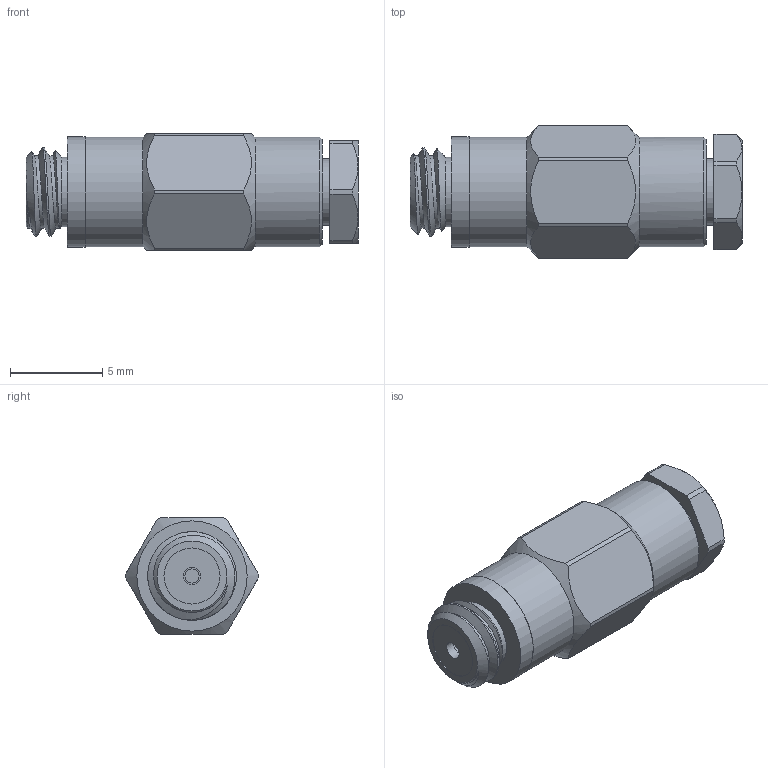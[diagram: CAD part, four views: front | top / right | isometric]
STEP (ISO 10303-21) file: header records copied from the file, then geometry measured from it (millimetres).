
FILE_DESCRIPTION (( 'STEP AP203' ), '1' );
FILE_NAME ('PE44363_3D.step', '2021-09-14T04:07:01', ( '' ), ( '' ), 'SwSTEP 2.0', 'SolidWorks 2021', '' );
FILE_SCHEMA (( 'CONFIG_CONTROL_DESIGN' ));
Length unit declared in the file: inch
Products named in the file (1): PE44363_3D
Bounding box: 18.03 x 7.21 x 6.35 mm (x, y, z)
Volume: 467.3 mm3; surface area: 517.6 mm2
Topology: 1 solids, 1 shells, 64 faces, 148 edges, 95 vertices
Faces by surface type: plane 24, cylinder 23, cone 14, bspline 3
Full cylindrical faces by diameter (mm): 0.77 x1, 0.947 x1, 1.302 x1, 3.048 x2, 3.591 x1, 3.802 x1, 5.957 x2, 5.994 x1
Entity records: 2619 total; most frequent: CARTESIAN_POINT 1249, DIRECTION 264, ORIENTED_EDGE 246, EDGE_CURVE 123, AXIS2_PLACEMENT_3D 117, EDGE_LOOP 89, VERTEX_POINT 88, FACE_OUTER_BOUND 73
